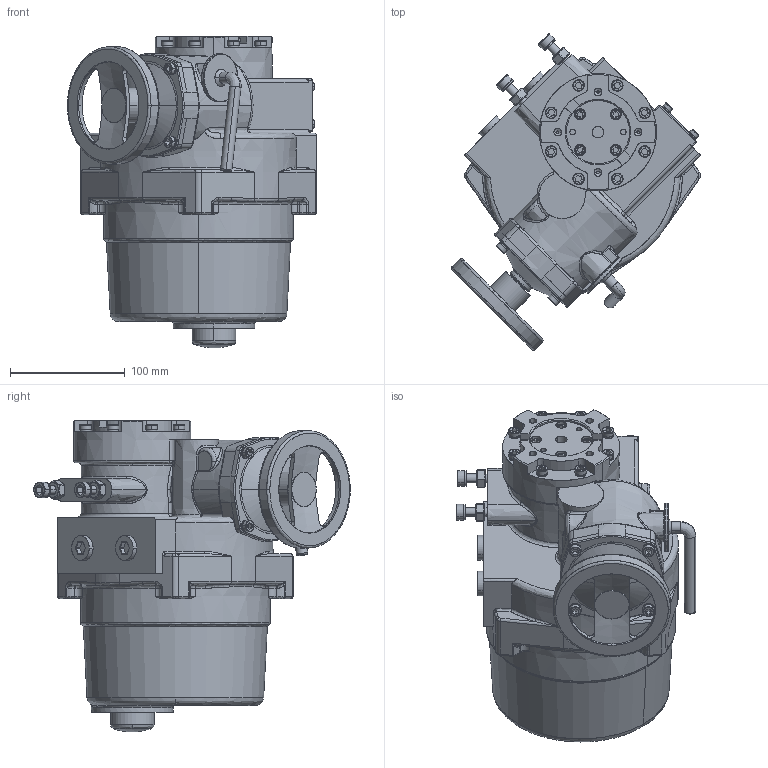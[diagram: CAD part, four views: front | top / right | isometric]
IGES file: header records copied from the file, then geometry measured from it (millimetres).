
Start section: SolidWorks IGES file using analytic representation for surfaces
Global section: file name: RCEL006.IGS; native system: SolidWorks 2018; preprocessor: SolidWorks 2018; author: sara.marklund; date: 180816.150754; units: millimetre
Bounding box: 216.61 x 275.3 x 271.26 mm (x, y, z)
Surface area: 233326.3 mm2 (no closed solid volume)
Topology: 0 solids, 0 shells, 1353 faces, 16629 edges, 16591 vertices
Faces by surface type: bspline 752, revolution 601
